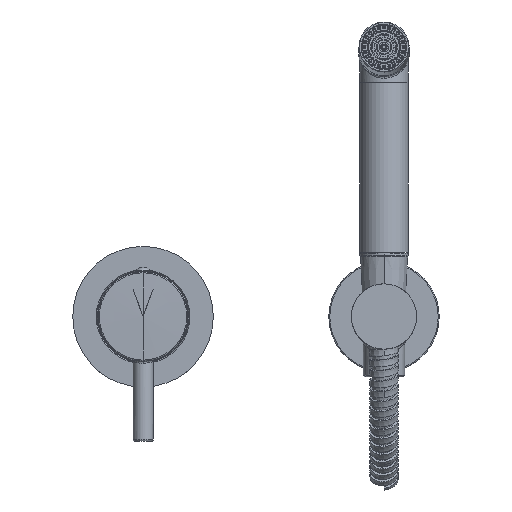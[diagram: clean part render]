
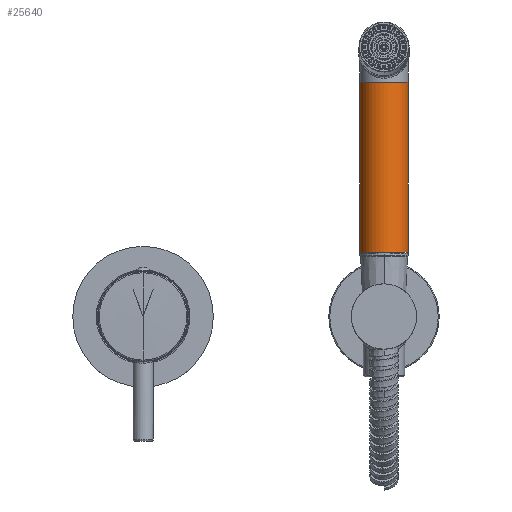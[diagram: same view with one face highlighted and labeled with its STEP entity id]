
A CAD part, top view. The second image highlights one B-rep face of the part: STEP entity #25640.
In plain terms, the highlighted cylindrical face has radius 12 mm (diameter 24 mm), a partial arc.
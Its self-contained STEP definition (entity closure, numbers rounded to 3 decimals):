
#25578=DIRECTION('',(0.,1.,0.));
#25579=VECTOR('',#25578,84.6);
#25580=CARTESIAN_POINT('',(108.,31.973,96.));
#25581=LINE('',#25580,#25579);
#25582=CARTESIAN_POINT('',(120.,116.573,96.));
#25583=DIRECTION('',(0.,1.,0.));
#25584=DIRECTION('',(-1.,0.,0.));
#25585=AXIS2_PLACEMENT_3D('',#25582,#25583,#25584);
#25587=DIRECTION('',(0.,-1.,0.));
#25588=VECTOR('',#25587,84.6);
#25589=CARTESIAN_POINT('',(132.,116.573,96.));
#25590=LINE('',#25589,#25588);
#25591=CARTESIAN_POINT('',(120.,31.973,96.));
#25592=DIRECTION('',(0.,-1.,0.));
#25593=DIRECTION('',(1.,0.,0.));
#25594=AXIS2_PLACEMENT_3D('',#25591,#25592,#25593);
#25596=CARTESIAN_POINT('',(132.,31.973,96.));
#25597=CARTESIAN_POINT('',(108.,31.973,96.));
#25598=VERTEX_POINT('',#25596);
#25599=VERTEX_POINT('',#25597);
#25600=CARTESIAN_POINT('',(132.,116.573,96.));
#25601=VERTEX_POINT('',#25600);
#25602=CARTESIAN_POINT('',(108.,116.573,96.));
#25603=VERTEX_POINT('',#25602);
#25627=CARTESIAN_POINT('',(120.,115.773,96.));
#25628=DIRECTION('',(0.,-1.,0.));
#25629=DIRECTION('',(-1.,0.,0.));
#25630=AXIS2_PLACEMENT_3D('',#25627,#25628,#25629);
#25631=CYLINDRICAL_SURFACE('',#25630,12.);
#25632=ORIENTED_EDGE('',*,*,#25613,.T.);
#25634=ORIENTED_EDGE('',*,*,#25633,.T.);
#25635=ORIENTED_EDGE('',*,*,#25609,.T.);
#25637=ORIENTED_EDGE('',*,*,#25636,.T.);
#25638=EDGE_LOOP('',(#25632,#25634,#25635,#25637));
#25639=FACE_OUTER_BOUND('',#25638,.F.);
#25640=ADVANCED_FACE('',(#25639),#25631,.T.);
#25586=CIRCLE('',#25585,12.);
#25595=CIRCLE('',#25594,12.);
#25609=EDGE_CURVE('',#25601,#25598,#25590,.T.);
#25613=EDGE_CURVE('',#25599,#25603,#25581,.T.);
#25633=EDGE_CURVE('',#25603,#25601,#25586,.T.);
#25636=EDGE_CURVE('',#25598,#25599,#25595,.T.);
